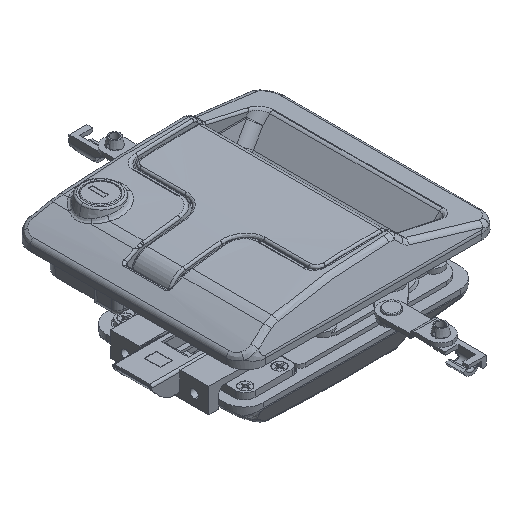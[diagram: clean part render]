
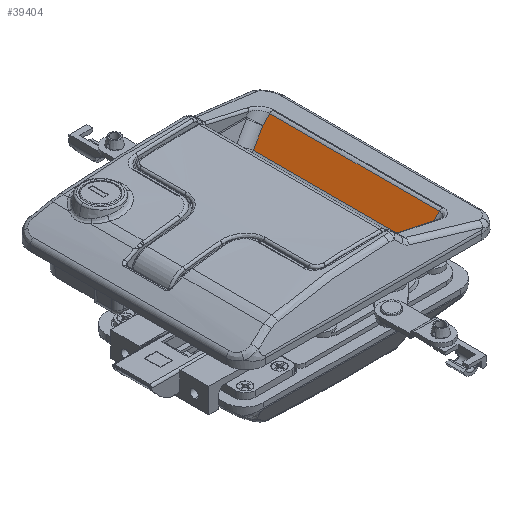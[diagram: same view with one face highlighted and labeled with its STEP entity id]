
A CAD part, isometric view. The second image highlights one B-rep face of the part: STEP entity #39404.
In plain terms, the highlighted planar face has unit normal (-0.707, 0, 0.707).
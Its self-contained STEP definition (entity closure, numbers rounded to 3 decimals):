
#1246 = EDGE_LOOP ( 'NONE', ( #44507, #69218, #22711, #69631, #64091, #30595 ) ) ;
#1506 = EDGE_CURVE ( 'NONE', #1775, #47103, #19236, .T. ) ;
#1712 = CARTESIAN_POINT ( 'NONE',  ( 95.148, 14.387, 6.757 ) ) ;
#1775 = VERTEX_POINT ( 'NONE', #31977 ) ;
#1854 = CARTESIAN_POINT ( 'NONE',  ( 82.851, 42.839, -5.54 ) ) ;
#3432 = LINE ( 'NONE', #65437, #31087 ) ;
#9736 = EDGE_CURVE ( 'NONE', #58853, #41774, #12689, .T. ) ;
#10411 = DIRECTION ( 'NONE',  ( -0.707, 0., 0.707 ) ) ;
#11680 = AXIS2_PLACEMENT_3D ( 'NONE', #43949, #10411, #32843 ) ;
#12300 = B_SPLINE_CURVE_WITH_KNOTS ( 'NONE', 3,
 ( #49534, #29270, #1712, #28514 ),
 .UNSPECIFIED., .F., .F.,
 ( 4, 4 ),
 ( 0., 1. ),
 .UNSPECIFIED. ) ;
#12689 = LINE ( 'NONE', #1854, #31656 ) ;
#13591 = CARTESIAN_POINT ( 'NONE',  ( 91.578, -43.067, 3.187 ) ) ;
#13977 = CARTESIAN_POINT ( 'NONE',  ( 72.518, 37.96, -15.873 ) ) ;
#14319 = CARTESIAN_POINT ( 'NONE',  ( 91.578, 43.067, 3.187 ) ) ;
#15259 = EDGE_CURVE ( 'NONE', #41774, #1775, #56593, .T. ) ;
#15883 = VERTEX_POINT ( 'NONE', #13591 ) ;
#16885 = VECTOR ( 'NONE', #37496, 1000. ) ;
#19236 = LINE ( 'NONE', #39526, #68515 ) ;
#20247 = VECTOR ( 'NONE', #63765, 1000. ) ;
#22711 = ORIENTED_EDGE ( 'NONE', *, *, #9736, .T. ) ;
#23127 = DIRECTION ( 'NONE',  ( 0., -1., 0. ) ) ;
#28514 = CARTESIAN_POINT ( 'NONE',  ( 95.148, 43.161, 6.757 ) ) ;
#29270 = CARTESIAN_POINT ( 'NONE',  ( 95.148, -14.387, 6.757 ) ) ;
#29881 = LINE ( 'NONE', #58804, #16885 ) ;
#29913 = CARTESIAN_POINT ( 'NONE',  ( 84.92, -41.283, -3.471 ) ) ;
#30595 = ORIENTED_EDGE ( 'NONE', *, *, #48737, .T. ) ;
#31087 = VECTOR ( 'NONE', #32063, 1000. ) ;
#31656 = VECTOR ( 'NONE', #56962, 1000. ) ;
#31977 = CARTESIAN_POINT ( 'NONE',  ( 84.92, 41.283, -3.471 ) ) ;
#32063 = DIRECTION ( 'NONE',  ( 0.695, -0.186, 0.695 ) ) ;
#32843 = DIRECTION ( 'NONE',  ( -0.707, 0., -0.707 ) ) ;
#37496 = DIRECTION ( 'NONE',  ( 0.707, -0.019, 0.707 ) ) ;
#39183 = FACE_OUTER_BOUND ( 'NONE', #1246, .T. ) ;
#39404 = ADVANCED_FACE ( 'NONE', ( #39183 ), #49753, .T. ) ;
#39526 = CARTESIAN_POINT ( 'NONE',  ( 84.92, -41.048, -3.471 ) ) ;
#40747 = CARTESIAN_POINT ( 'NONE',  ( 95.148, 43.161, 6.757 ) ) ;
#41774 = VERTEX_POINT ( 'NONE', #14319 ) ;
#43949 = CARTESIAN_POINT ( 'NONE',  ( 84.041, -48.05, -4.35 ) ) ;
#44289 = EDGE_CURVE ( 'NONE', #64166, #58853, #12300, .T. ) ;
#44507 = ORIENTED_EDGE ( 'NONE', *, *, #45672, .T. ) ;
#45672 = EDGE_CURVE ( 'NONE', #15883, #64166, #29881, .T. ) ;
#47103 = VERTEX_POINT ( 'NONE', #29913 ) ;
#48737 = EDGE_CURVE ( 'NONE', #47103, #15883, #3432, .T. ) ;
#49534 = CARTESIAN_POINT ( 'NONE',  ( 95.148, -43.161, 6.757 ) ) ;
#49753 = PLANE ( 'NONE',  #11680 ) ;
#56593 = LINE ( 'NONE', #13977, #20247 ) ;
#56962 = DIRECTION ( 'NONE',  ( -0.707, -0.019, -0.707 ) ) ;
#58804 = CARTESIAN_POINT ( 'NONE',  ( 96.064, -43.185, 7.673 ) ) ;
#58853 = VERTEX_POINT ( 'NONE', #40747 ) ;
#63765 = DIRECTION ( 'NONE',  ( -0.695, -0.186, -0.695 ) ) ;
#64091 = ORIENTED_EDGE ( 'NONE', *, *, #1506, .T. ) ;
#64166 = VERTEX_POINT ( 'NONE', #68787 ) ;
#65437 = CARTESIAN_POINT ( 'NONE',  ( 94.595, -43.876, 6.204 ) ) ;
#68515 = VECTOR ( 'NONE', #23127, 1000. ) ;
#68787 = CARTESIAN_POINT ( 'NONE',  ( 95.148, -43.161, 6.757 ) ) ;
#69218 = ORIENTED_EDGE ( 'NONE', *, *, #44289, .T. ) ;
#69631 = ORIENTED_EDGE ( 'NONE', *, *, #15259, .T. ) ;
